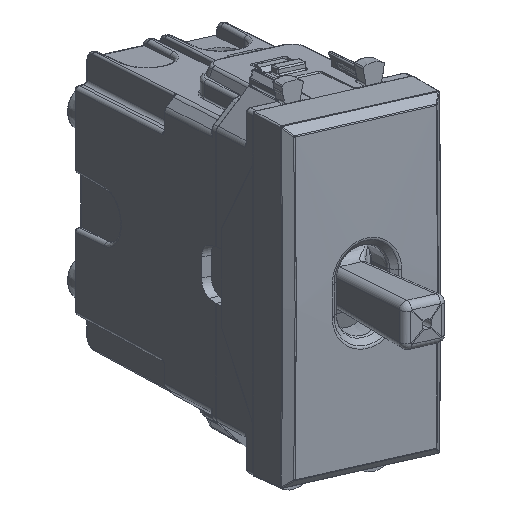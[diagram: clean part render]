
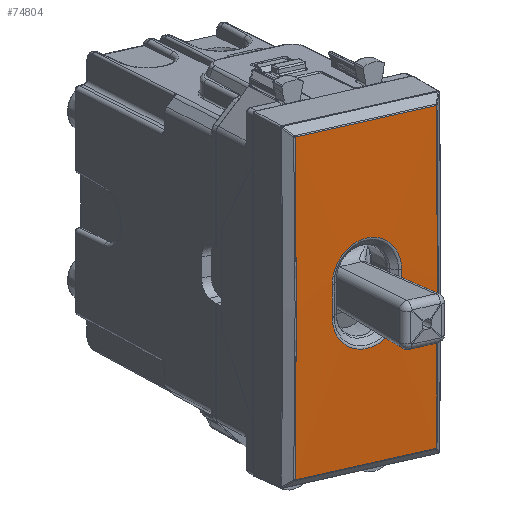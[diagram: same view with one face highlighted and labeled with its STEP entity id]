
A CAD part, top view. The second image highlights one B-rep face of the part: STEP entity #74804.
In plain terms, the highlighted cylindrical face has radius 825.27 mm (diameter 1650.54 mm), a partial arc.
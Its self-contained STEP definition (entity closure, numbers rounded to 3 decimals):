
#70276=CARTESIAN_POINT('Vertex',(9.767,-21.068,13.381)) ;
#70279=CARTESIAN_POINT('Line Origine',(0.,-21.068,13.381)) ;
#70283=CARTESIAN_POINT('Vertex',(-9.767,-21.068,13.381)) ;
#70368=CARTESIAN_POINT('Control Point',(-9.767,-21.068,13.381)) ;
#70369=CARTESIAN_POINT('Control Point',(-9.763,-16.33,13.502)) ;
#70370=CARTESIAN_POINT('Control Point',(-9.761,-11.592,13.589)) ;
#70371=CARTESIAN_POINT('Control Point',(-9.76,-6.853,13.642)) ;
#70372=CARTESIAN_POINT('Control Point',(-9.759,1.574,13.676)) ;
#70373=CARTESIAN_POINT('Control Point',(-9.761,10.002,13.602)) ;
#70374=CARTESIAN_POINT('Control Point',(-9.762,13.691,13.549)) ;
#70375=CARTESIAN_POINT('Control Point',(-9.764,17.38,13.475)) ;
#70376=CARTESIAN_POINT('Control Point',(-9.767,21.068,13.381)) ;
#70377=CARTESIAN_POINT('Vertex',(-9.767,21.068,13.381)) ;
#70436=CARTESIAN_POINT('Line Origine',(0.,21.068,13.381)) ;
#70440=CARTESIAN_POINT('Vertex',(9.767,21.068,13.381)) ;
#70525=CARTESIAN_POINT('Control Point',(9.767,-21.068,13.381)) ;
#70526=CARTESIAN_POINT('Control Point',(9.763,-16.361,13.501)) ;
#70527=CARTESIAN_POINT('Control Point',(9.761,-11.654,13.588)) ;
#70528=CARTESIAN_POINT('Control Point',(9.76,-6.945,13.641)) ;
#70529=CARTESIAN_POINT('Control Point',(9.759,1.482,13.676)) ;
#70530=CARTESIAN_POINT('Control Point',(9.761,9.91,13.603)) ;
#70531=CARTESIAN_POINT('Control Point',(9.762,13.63,13.55)) ;
#70532=CARTESIAN_POINT('Control Point',(9.764,17.349,13.476)) ;
#70533=CARTESIAN_POINT('Control Point',(9.767,21.068,13.381)) ;
#74736=CARTESIAN_POINT('Axis2P3D Location',(0.,0.,-811.62)) ;
#74748=CARTESIAN_POINT('Control Point',(4.795,-2.002,13.648)) ;
#74749=CARTESIAN_POINT('Control Point',(4.795,-0.668,13.651)) ;
#74750=CARTESIAN_POINT('Control Point',(4.795,0.667,13.651)) ;
#74751=CARTESIAN_POINT('Control Point',(4.795,2.002,13.648)) ;
#74752=CARTESIAN_POINT('Vertex',(4.795,2.003,13.648)) ;
#74754=CARTESIAN_POINT('Vertex',(4.795,-2.002,13.648)) ;
#74758=CARTESIAN_POINT('Control Point',(4.795,-2.003,13.648)) ;
#74759=CARTESIAN_POINT('Control Point',(4.794,-3.227,13.645)) ;
#74760=CARTESIAN_POINT('Control Point',(4.401,-4.45,13.639)) ;
#74761=CARTESIAN_POINT('Control Point',(3.616,-5.504,13.632)) ;
#74762=CARTESIAN_POINT('Control Point',(2.027,-6.595,13.624)) ;
#74763=CARTESIAN_POINT('Control Point',(0.185,-6.844,13.622)) ;
#74764=CARTESIAN_POINT('Control Point',(-0.437,-6.828,13.622)) ;
#74765=CARTESIAN_POINT('Control Point',(-2.214,-6.492,13.625)) ;
#74766=CARTESIAN_POINT('Control Point',(-3.71,-5.375,13.633)) ;
#74767=CARTESIAN_POINT('Control Point',(-4.433,-4.35,13.64)) ;
#74768=CARTESIAN_POINT('Control Point',(-4.794,-3.177,13.645)) ;
#74769=CARTESIAN_POINT('Control Point',(-4.795,-2.003,13.648)) ;
#74770=CARTESIAN_POINT('Vertex',(-4.795,-2.003,13.648)) ;
#74774=CARTESIAN_POINT('Control Point',(-4.795,2.002,13.648)) ;
#74775=CARTESIAN_POINT('Control Point',(-4.795,0.667,13.651)) ;
#74776=CARTESIAN_POINT('Control Point',(-4.795,-0.667,13.651)) ;
#74777=CARTESIAN_POINT('Control Point',(-4.795,-2.002,13.648)) ;
#74778=CARTESIAN_POINT('Vertex',(-4.795,2.002,13.648)) ;
#74782=CARTESIAN_POINT('Control Point',(4.795,2.003,13.648)) ;
#74783=CARTESIAN_POINT('Control Point',(4.794,3.381,13.644)) ;
#74784=CARTESIAN_POINT('Control Point',(4.296,4.759,13.638)) ;
#74785=CARTESIAN_POINT('Control Point',(3.298,5.894,13.629)) ;
#74786=CARTESIAN_POINT('Control Point',(1.42,6.864,13.621)) ;
#74787=CARTESIAN_POINT('Control Point',(-0.594,6.812,13.622)) ;
#74788=CARTESIAN_POINT('Control Point',(-1.206,6.696,13.623)) ;
#74789=CARTESIAN_POINT('Control Point',(-2.372,6.274,13.626)) ;
#74790=CARTESIAN_POINT('Control Point',(-3.349,5.509,13.632)) ;
#74791=CARTESIAN_POINT('Control Point',(-3.771,5.052,13.635)) ;
#74792=CARTESIAN_POINT('Control Point',(-4.341,4.191,13.64)) ;
#74793=CARTESIAN_POINT('Control Point',(-4.664,3.218,13.644)) ;
#74794=CARTESIAN_POINT('Control Point',(-4.751,2.817,13.645)) ;
#74795=CARTESIAN_POINT('Control Point',(-4.795,2.41,13.647)) ;
#74796=CARTESIAN_POINT('Control Point',(-4.795,2.003,13.648)) ;
#70280=DIRECTION('Vector Direction',(-1.,0.,0.)) ;
#70437=DIRECTION('Vector Direction',(1.,0.,0.)) ;
#74737=DIRECTION('Axis2P3D Direction',(1.,0.,0.)) ;
#74738=DIRECTION('Axis2P3D XDirection',(0.,0.027,1.)) ;
#74739=AXIS2_PLACEMENT_3D('Cylinder Axis2P3D',#74736,#74737,#74738) ;
#74742=ORIENTED_EDGE('',*,*,#70534,.F.) ;
#74743=ORIENTED_EDGE('',*,*,#70442,.F.) ;
#74744=ORIENTED_EDGE('',*,*,#70379,.F.) ;
#74745=ORIENTED_EDGE('',*,*,#70285,.F.) ;
#74799=ORIENTED_EDGE('',*,*,#74756,.T.) ;
#74800=ORIENTED_EDGE('',*,*,#74772,.T.) ;
#74801=ORIENTED_EDGE('',*,*,#74780,.T.) ;
#74802=ORIENTED_EDGE('',*,*,#74797,.T.) ;
#74803=FACE_BOUND('',#74798,.T.) ;
#70281=VECTOR('Line Direction',#70280,1.) ;
#70438=VECTOR('Line Direction',#70437,1.) ;
#74804=ADVANCED_FACE('PartBody',(#74746,#74803),#74740,.T.) ;
#70367=B_SPLINE_CURVE_WITH_KNOTS('',5,(#70368,#70369,#70370,#70371,#70372,#70373,#70374,#70375,#70376),.UNSPECIFIED.,.F.,.U.,(6,3,6),(17.188,58.208,90.142),.UNSPECIFIED.) ;
#70524=B_SPLINE_CURVE_WITH_KNOTS('',5,(#70525,#70526,#70527,#70528,#70529,#70530,#70531,#70532,#70533),.UNSPECIFIED.,.F.,.U.,(6,3,6),(17.188,57.942,90.141),.UNSPECIFIED.) ;
#74747=B_SPLINE_CURVE_WITH_KNOTS('',3,(#74748,#74749,#74750,#74751),.UNSPECIFIED.,.F.,.U.,(4,4),(47.604,54.538),.UNSPECIFIED.) ;
#74757=B_SPLINE_CURVE_WITH_KNOTS('',5,(#74758,#74759,#74760,#74761,#74762,#74763,#74764,#74765,#74766,#74767,#74768,#74769),.UNSPECIFIED.,.F.,.U.,(6,3,3,6),(0.,9.575,14.373,23.558),.UNSPECIFIED.) ;
#74773=B_SPLINE_CURVE_WITH_KNOTS('',3,(#74774,#74775,#74776,#74777),.UNSPECIFIED.,.F.,.U.,(4,4),(47.603,54.537),.UNSPECIFIED.) ;
#74781=B_SPLINE_CURVE_WITH_KNOTS('',5,(#74782,#74783,#74784,#74785,#74786,#74787,#74788,#74789,#74790,#74791,#74792,#74793,#74794,#74795,#74796),.UNSPECIFIED.,.F.,.U.,(6,3,3,3,6),(2.693,13.477,18.274,23.065,26.251),.UNSPECIFIED.) ;
#74740=CYLINDRICAL_SURFACE('generated cylinder',#74739,825.27) ;
#70285=EDGE_CURVE('',#70277,#70284,#70282,.T.) ;
#70379=EDGE_CURVE('',#70284,#70378,#70367,.T.) ;
#70442=EDGE_CURVE('',#70378,#70441,#70439,.T.) ;
#70534=EDGE_CURVE('',#70441,#70277,#70524,.F.) ;
#74756=EDGE_CURVE('',#74753,#74755,#74747,.F.) ;
#74772=EDGE_CURVE('',#74755,#74771,#74757,.T.) ;
#74780=EDGE_CURVE('',#74771,#74779,#74773,.F.) ;
#74797=EDGE_CURVE('',#74779,#74753,#74781,.F.) ;
#74741=EDGE_LOOP('',(#74742,#74743,#74744,#74745)) ;
#74798=EDGE_LOOP('',(#74799,#74800,#74801,#74802)) ;
#74746=FACE_OUTER_BOUND('',#74741,.T.) ;
#70282=LINE('Line',#70279,#70281) ;
#70439=LINE('Line',#70436,#70438) ;
#70277=VERTEX_POINT('',#70276) ;
#70284=VERTEX_POINT('',#70283) ;
#70378=VERTEX_POINT('',#70377) ;
#70441=VERTEX_POINT('',#70440) ;
#74753=VERTEX_POINT('',#74752) ;
#74755=VERTEX_POINT('',#74754) ;
#74771=VERTEX_POINT('',#74770) ;
#74779=VERTEX_POINT('',#74778) ;
